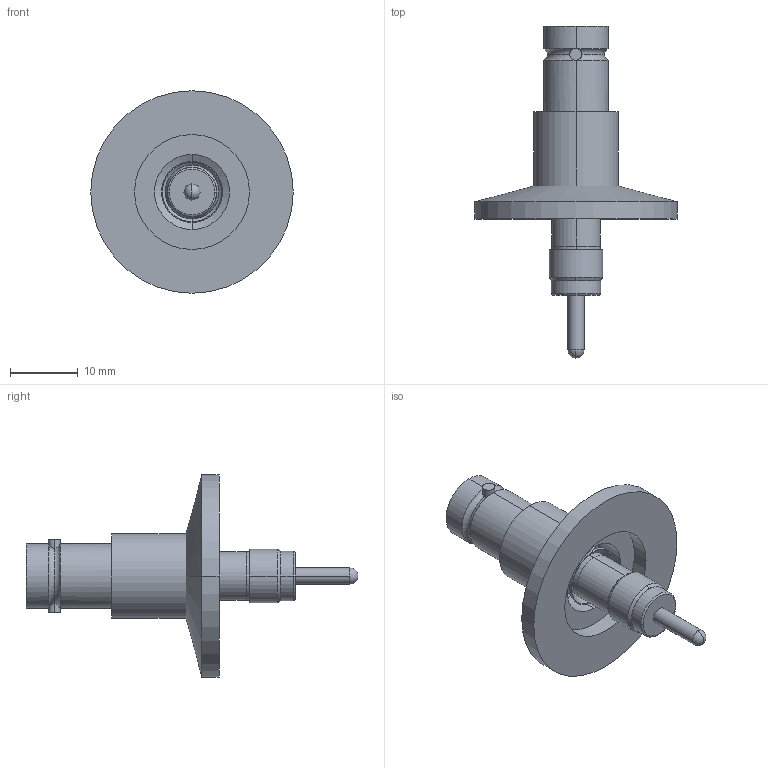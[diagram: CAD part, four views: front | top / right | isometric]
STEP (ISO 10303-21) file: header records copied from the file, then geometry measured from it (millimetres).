
FILE_DESCRIPTION (( 'STEP AP203' ), '1' );
FILE_NAME ('A0345-1-QF.STEP', '2013-08-28T13:46:58', ( '' ), ( '' ), 'SwSTEP 2.0', 'SolidWorks 2012', '' );
FILE_SCHEMA (( 'CONFIG_CONTROL_DESIGN' ));
Length unit declared in the file: inch
Products named in the file (1): A0345-1-QF
Bounding box: 29.97 x 49.15 x 29.97 mm (x, y, z)
Volume: 4035.1 mm3; surface area: 4978.3 mm2
Topology: 1 solids, 2 shells, 107 faces, 244 edges, 151 vertices
Faces by surface type: cylinder 54, cone 26, plane 17, torus 10
Entity records: 3179 total; most frequent: CARTESIAN_POINT 609, DIRECTION 580, ORIENTED_EDGE 484, AXIS2_PLACEMENT_3D 250, EDGE_CURVE 242, VERTEX_POINT 151, CIRCLE 142, EDGE_LOOP 121
